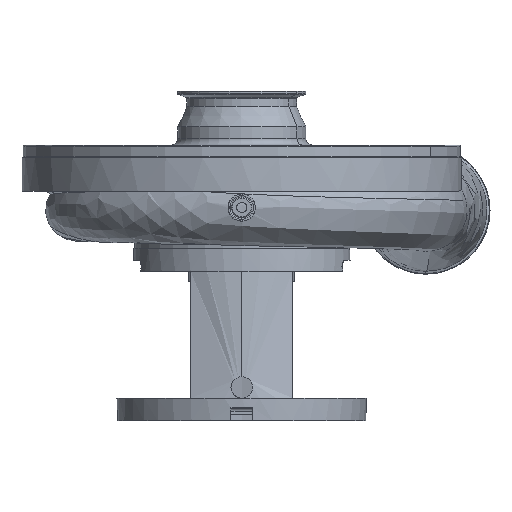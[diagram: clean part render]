
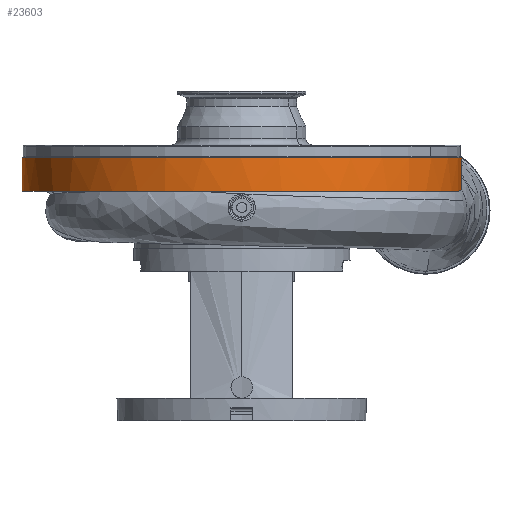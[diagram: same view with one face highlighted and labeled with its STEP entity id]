
A CAD part, front view. The second image highlights one B-rep face of the part: STEP entity #23603.
In plain terms, the highlighted cylindrical face has radius 204 mm (diameter 408 mm), a partial arc.
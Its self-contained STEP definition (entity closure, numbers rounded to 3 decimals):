
#535 = DIRECTION ( 'NONE',  ( 0., 0., 1. ) ) ;
#653 = EDGE_CURVE ( 'NONE', #13246, #26836, #17561, .T. ) ;
#748 = AXIS2_PLACEMENT_3D ( 'NONE', #23539, #21506, #7312 ) ;
#1035 = CYLINDRICAL_SURFACE ( 'NONE', #748, 204. ) ;
#1422 = VERTEX_POINT ( 'NONE', #15521 ) ;
#1642 = CARTESIAN_POINT ( 'NONE',  ( 202.679, -23.349, 216.608 ) ) ;
#2048 = CARTESIAN_POINT ( 'NONE',  ( 201.074, -34.428, 216. ) ) ;
#2714 = CARTESIAN_POINT ( 'NONE',  ( 203.998, -1.005, 217.348 ) ) ;
#3072 = ORIENTED_EDGE ( 'NONE', *, *, #8806, .T. ) ;
#4880 = CARTESIAN_POINT ( 'NONE',  ( -203.998, 1.005, 216. ) ) ;
#4894 = AXIS2_PLACEMENT_3D ( 'NONE', #24742, #5654, #22570 ) ;
#5654 = DIRECTION ( 'NONE',  ( 0., 0., 1. ) ) ;
#5780 = AXIS2_PLACEMENT_3D ( 'NONE', #17536, #19315, #15223 ) ;
#7096 = CARTESIAN_POINT ( 'NONE',  ( 203.998, -1.005, 253.139 ) ) ;
#7312 = DIRECTION ( 'NONE',  ( 1., -0.005, 0. ) ) ;
#7647 = EDGE_LOOP ( 'NONE', ( #8210, #17267, #3072, #26861, #9779 ) ) ;
#8210 = ORIENTED_EDGE ( 'NONE', *, *, #20695, .F. ) ;
#8375 = CIRCLE ( 'NONE', #4894, 204. ) ;
#8806 = EDGE_CURVE ( 'NONE', #1422, #15499, #12773, .T. ) ;
#8949 = FACE_OUTER_BOUND ( 'NONE', #7647, .T. ) ;
#9665 = LINE ( 'NONE', #20313, #23659 ) ;
#9779 = ORIENTED_EDGE ( 'NONE', *, *, #653, .F. ) ;
#10184 = EDGE_CURVE ( 'NONE', #23186, #1422, #8375, .T. ) ;
#10759 = CARTESIAN_POINT ( 'NONE',  ( 203.711, -12.217, 217.159 ) ) ;
#12618 = EDGE_CURVE ( 'NONE', #15499, #26836, #21418, .T. ) ;
#12773 = B_SPLINE_CURVE_WITH_KNOTS ( 'NONE', 3,
 ( #2048, #18813, #20343, #1642, #18295, #10759, #21130, #2714 ),
 .UNSPECIFIED., .F., .F.,
 ( 4, 2, 2, 4 ),
 ( 0., 0.008, 0.017, 0.034 ),
 .UNSPECIFIED. ) ;
#13246 = VERTEX_POINT ( 'NONE', #24762 ) ;
#15223 = DIRECTION ( 'NONE',  ( 1., -0.005, 0. ) ) ;
#15460 = CARTESIAN_POINT ( 'NONE',  ( 203.998, -1.005, 217.348 ) ) ;
#15499 = VERTEX_POINT ( 'NONE', #15460 ) ;
#15521 = CARTESIAN_POINT ( 'NONE',  ( 201.074, -34.428, 216. ) ) ;
#15825 = VECTOR ( 'NONE', #535, 1000. ) ;
#17267 = ORIENTED_EDGE ( 'NONE', *, *, #10184, .T. ) ;
#17536 = CARTESIAN_POINT ( 'NONE',  ( 0., 0., 247. ) ) ;
#17561 = CIRCLE ( 'NONE', #5780, 204. ) ;
#18003 = DIRECTION ( 'NONE',  ( 0., 0., 1. ) ) ;
#18295 = CARTESIAN_POINT ( 'NONE',  ( 202.98, -20.57, 216.759 ) ) ;
#18813 = CARTESIAN_POINT ( 'NONE',  ( 201.547, -31.665, 216.148 ) ) ;
#19315 = DIRECTION ( 'NONE',  ( 0., 0., 1. ) ) ;
#20313 = CARTESIAN_POINT ( 'NONE',  ( -203.998, 1.005, 253.139 ) ) ;
#20343 = CARTESIAN_POINT ( 'NONE',  ( 201.962, -28.896, 216.302 ) ) ;
#20695 = EDGE_CURVE ( 'NONE', #23186, #13246, #9665, .T. ) ;
#21130 = CARTESIAN_POINT ( 'NONE',  ( 203.97, -6.625, 217.356 ) ) ;
#21418 = LINE ( 'NONE', #7096, #15825 ) ;
#21506 = DIRECTION ( 'NONE',  ( 0., 0., 1. ) ) ;
#22570 = DIRECTION ( 'NONE',  ( 1., -0.005, 0. ) ) ;
#23186 = VERTEX_POINT ( 'NONE', #4880 ) ;
#23539 = CARTESIAN_POINT ( 'NONE',  ( 0., 0., 253.139 ) ) ;
#23603 = ADVANCED_FACE ( 'NONE', ( #8949 ), #1035, .T. ) ;
#23659 = VECTOR ( 'NONE', #18003, 1000. ) ;
#24742 = CARTESIAN_POINT ( 'NONE',  ( 0., 0., 216. ) ) ;
#24762 = CARTESIAN_POINT ( 'NONE',  ( -203.998, 1.005, 247. ) ) ;
#25922 = CARTESIAN_POINT ( 'NONE',  ( 203.998, -1.005, 247. ) ) ;
#26836 = VERTEX_POINT ( 'NONE', #25922 ) ;
#26861 = ORIENTED_EDGE ( 'NONE', *, *, #12618, .T. ) ;
